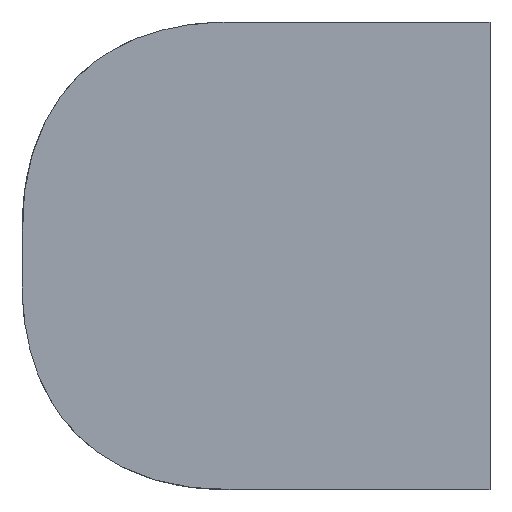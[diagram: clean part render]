
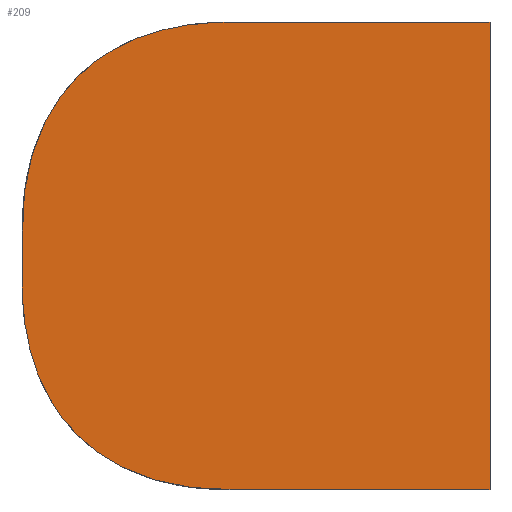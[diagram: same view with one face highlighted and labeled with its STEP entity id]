
A CAD part, front view. The second image highlights one B-rep face of the part: STEP entity #209.
In plain terms, the highlighted planar face has unit normal (0, -1, 0).
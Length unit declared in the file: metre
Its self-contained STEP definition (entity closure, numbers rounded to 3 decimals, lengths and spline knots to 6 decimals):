
#22=B_SPLINE_CURVE_WITH_KNOTS('',3,(#347,#348,#349,#350,#351,#352,#353,
#354,#355,#356,#357,#358,#359,#360,#361,#362,#363,#364,#365),
 .UNSPECIFIED.,.F.,.F.,(4,3,3,3,3,3,4),(0.,0.142857,0.285714,
0.571429,0.785714,0.892857,1.),
 .PIECEWISE_BEZIER_KNOTS.);
#25=B_SPLINE_CURVE_WITH_KNOTS('',3,(#450,#451,#452,#453,#454,#455,#456,
#457,#458,#459,#460,#461,#462,#463,#464,#465,#466,#467,#468),
 .UNSPECIFIED.,.F.,.F.,(4,3,3,3,3,3,4),(0.,0.142857,0.285714,
0.571429,0.785714,0.892857,1.),
 .PIECEWISE_BEZIER_KNOTS.);
#70=ORIENTED_EDGE('',*,*,#103,.F.);
#71=ORIENTED_EDGE('',*,*,#117,.F.);
#72=ORIENTED_EDGE('',*,*,#115,.F.);
#73=ORIENTED_EDGE('',*,*,#112,.F.);
#74=ORIENTED_EDGE('',*,*,#109,.F.);
#75=ORIENTED_EDGE('',*,*,#106,.F.);
#103=EDGE_CURVE('',#133,#131,#150,.T.);
#106=EDGE_CURVE('',#131,#135,#22,.T.);
#109=EDGE_CURVE('',#135,#137,#153,.T.);
#112=EDGE_CURVE('',#137,#139,#25,.T.);
#115=EDGE_CURVE('',#139,#141,#156,.T.);
#117=EDGE_CURVE('',#141,#133,#157,.T.);
#131=VERTEX_POINT('',#263);
#133=VERTEX_POINT('',#270);
#135=VERTEX_POINT('',#322);
#137=VERTEX_POINT('',#369);
#139=VERTEX_POINT('',#425);
#141=VERTEX_POINT('',#472);
#150=LINE('',#271,#160);
#153=LINE('',#374,#163);
#156=LINE('',#477,#166);
#157=LINE('',#483,#167);
#160=VECTOR('',#241,1.);
#163=VECTOR('',#246,1.);
#166=VECTOR('',#251,1.);
#167=VECTOR('',#254,1.);
#175=EDGE_LOOP('',(#70,#71,#72,#73,#74,#75));
#189=FACE_BOUND('',#175,.T.);
#201=PLANE('',#234);
#209=ADVANCED_FACE('',(#189),#201,.F.);
#234=AXIS2_PLACEMENT_3D('',#551,#257,#258);
#241=DIRECTION('',(-1.,0.,0.));
#246=DIRECTION('',(0.,0.,1.));
#251=DIRECTION('',(1.,0.,0.));
#254=DIRECTION('',(0.,0.,-1.));
#257=DIRECTION('',(0.,1.,0.));
#258=DIRECTION('',(-1.,0.,0.));
#263=CARTESIAN_POINT('',(0.003698,0.082151,-0.020033));
#270=CARTESIAN_POINT('',(0.012698,0.082155,-0.020033));
#271=CARTESIAN_POINT('',(0.008198,0.082153,-0.020033));
#322=CARTESIAN_POINT('',(-0.004302,0.082148,-0.012033));
#347=CARTESIAN_POINT('',(0.003698,0.082151,-0.020033));
#348=CARTESIAN_POINT('',(0.002925,0.082151,-0.020033));
#349=CARTESIAN_POINT('',(0.002312,0.08215,-0.020004));
#350=CARTESIAN_POINT('',(0.001858,0.08215,-0.019945));
#351=CARTESIAN_POINT('',(0.001231,0.08215,-0.019864));
#352=CARTESIAN_POINT('',(0.000636,0.08215,-0.019721));
#353=CARTESIAN_POINT('',(0.000074,0.082149,-0.019514));
#354=CARTESIAN_POINT('',(-0.001182,0.082149,-0.019054));
#355=CARTESIAN_POINT('',(-0.00217,0.082148,-0.01833));
#356=CARTESIAN_POINT('',(-0.002892,0.082148,-0.017343));
#357=CARTESIAN_POINT('',(-0.003422,0.082148,-0.016619));
#358=CARTESIAN_POINT('',(-0.003804,0.082148,-0.015777));
#359=CARTESIAN_POINT('',(-0.00404,0.082148,-0.014816));
#360=CARTESIAN_POINT('',(-0.004147,0.082148,-0.014377));
#361=CARTESIAN_POINT('',(-0.004221,0.082148,-0.013916));
#362=CARTESIAN_POINT('',(-0.004261,0.082148,-0.013433));
#363=CARTESIAN_POINT('',(-0.004288,0.082148,-0.013096));
#364=CARTESIAN_POINT('',(-0.004302,0.082148,-0.01263));
#365=CARTESIAN_POINT('',(-0.004302,0.082148,-0.012033));
#369=CARTESIAN_POINT('',(-0.004302,0.082148,-0.011033));
#374=CARTESIAN_POINT('',(-0.004302,0.082148,-0.011533));
#425=CARTESIAN_POINT('',(0.003698,0.082151,-0.003033));
#450=CARTESIAN_POINT('',(-0.004302,0.082148,-0.011033));
#451=CARTESIAN_POINT('',(-0.004302,0.082148,-0.01026));
#452=CARTESIAN_POINT('',(-0.004273,0.082148,-0.009647));
#453=CARTESIAN_POINT('',(-0.004215,0.082148,-0.009193));
#454=CARTESIAN_POINT('',(-0.004134,0.082148,-0.008566));
#455=CARTESIAN_POINT('',(-0.00399,0.082148,-0.007971));
#456=CARTESIAN_POINT('',(-0.003784,0.082148,-0.007409));
#457=CARTESIAN_POINT('',(-0.003323,0.082148,-0.006153));
#458=CARTESIAN_POINT('',(-0.002599,0.082148,-0.005165));
#459=CARTESIAN_POINT('',(-0.001613,0.082149,-0.004443));
#460=CARTESIAN_POINT('',(-0.000889,0.082149,-0.003913));
#461=CARTESIAN_POINT('',(-0.000046,0.082149,-0.003531));
#462=CARTESIAN_POINT('',(0.000914,0.08215,-0.003295));
#463=CARTESIAN_POINT('',(0.001353,0.08215,-0.003188));
#464=CARTESIAN_POINT('',(0.001814,0.08215,-0.003114));
#465=CARTESIAN_POINT('',(0.002298,0.08215,-0.003074));
#466=CARTESIAN_POINT('',(0.002634,0.08215,-0.003047));
#467=CARTESIAN_POINT('',(0.003101,0.082151,-0.003033));
#468=CARTESIAN_POINT('',(0.003698,0.082151,-0.003033));
#472=CARTESIAN_POINT('',(0.012698,0.082155,-0.003033));
#477=CARTESIAN_POINT('',(0.008198,0.082153,-0.003033));
#483=CARTESIAN_POINT('',(0.012698,0.082155,-0.011533));
#551=CARTESIAN_POINT('',(0.059965,0.082174,-0.011533));
